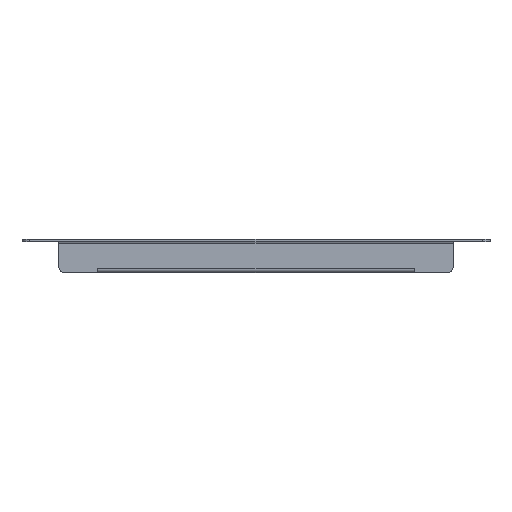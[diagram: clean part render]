
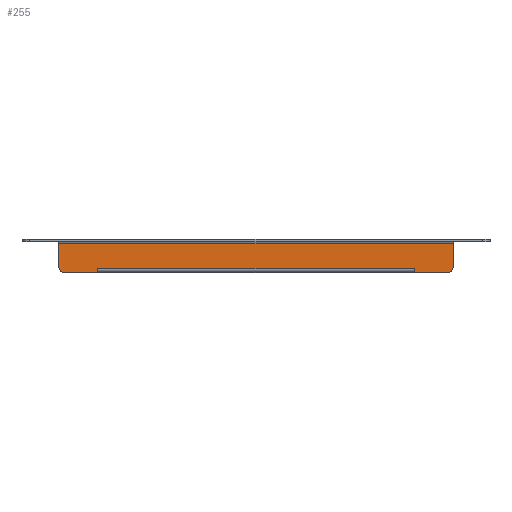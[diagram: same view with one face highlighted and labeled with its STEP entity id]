
A CAD part, front view. The second image highlights one B-rep face of the part: STEP entity #255.
In plain terms, the highlighted planar face has unit normal (0, -1, 0).
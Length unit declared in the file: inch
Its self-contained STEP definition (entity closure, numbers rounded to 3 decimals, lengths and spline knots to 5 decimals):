
#1 = ORIENTED_EDGE ( 'NONE', *, *, #1759, .F. ) ;
#15 = CARTESIAN_POINT ( 'NONE',  ( 6.325, -12.55, -0.949 ) ) ;
#51 = ORIENTED_EDGE ( 'NONE', *, *, #822, .F. ) ;
#72 = VERTEX_POINT ( 'NONE', #758 ) ;
#80 = ORIENTED_EDGE ( 'NONE', *, *, #640, .F. ) ;
#110 = VERTEX_POINT ( 'NONE', #2207 ) ;
#141 = EDGE_CURVE ( 'NONE', #1844, #1164, #2494, .T. ) ;
#154 = LINE ( 'NONE', #2586, #1635 ) ;
#159 = CARTESIAN_POINT ( 'NONE',  ( 6.1375, -12.55, -1.075 ) ) ;
#196 = EDGE_CURVE ( 'NONE', #72, #1614, #925, .T. ) ;
#255 = ADVANCED_FACE ( 'NONE', ( #1795 ), #2098, .F. ) ;
#300 = CARTESIAN_POINT ( 'NONE',  ( -6.1375, -12.55, -0.8875 ) ) ;
#304 = ORIENTED_EDGE ( 'NONE', *, *, #353, .F. ) ;
#353 = EDGE_CURVE ( 'NONE', #2113, #1363, #3109, .T. ) ;
#354 = DIRECTION ( 'NONE',  ( 0., 0., -1. ) ) ;
#358 = CARTESIAN_POINT ( 'NONE',  ( 5.09, -12.55, -1.06 ) ) ;
#366 = ORIENTED_EDGE ( 'NONE', *, *, #141, .F. ) ;
#370 = AXIS2_PLACEMENT_3D ( 'NONE', #2615, #453, #746 ) ;
#397 = CARTESIAN_POINT ( 'NONE',  ( -5.0825, -12.55, -0.949 ) ) ;
#423 = VERTEX_POINT ( 'NONE', #1679 ) ;
#453 = DIRECTION ( 'NONE',  ( 0., 1., 0. ) ) ;
#496 = DIRECTION ( 'NONE',  ( -1., 0., 0. ) ) ;
#516 = DIRECTION ( 'NONE',  ( -1., 0., 0. ) ) ;
#563 = ORIENTED_EDGE ( 'NONE', *, *, #3075, .T. ) ;
#610 = CIRCLE ( 'NONE', #1566, 0.015 ) ;
#625 = VERTEX_POINT ( 'NONE', #159 ) ;
#634 = DIRECTION ( 'NONE',  ( -1., 0., 0. ) ) ;
#640 = EDGE_CURVE ( 'NONE', #1190, #2321, #1074, .T. ) ;
#688 = CARTESIAN_POINT ( 'NONE',  ( 5.09, -12.55, -0.126 ) ) ;
#746 = DIRECTION ( 'NONE',  ( 0., 0., 1. ) ) ;
#758 = CARTESIAN_POINT ( 'NONE',  ( 5.105, -12.55, -1.075 ) ) ;
#767 = ORIENTED_EDGE ( 'NONE', *, *, #196, .F. ) ;
#822 = EDGE_CURVE ( 'NONE', #423, #625, #967, .T. ) ;
#825 = DIRECTION ( 'NONE',  ( 0., 0., -1. ) ) ;
#857 = DIRECTION ( 'NONE',  ( 0., 1., 0. ) ) ;
#902 = LINE ( 'NONE', #1325, #1974 ) ;
#908 = EDGE_CURVE ( 'NONE', #1417, #2648, #154, .T. ) ;
#918 = ORIENTED_EDGE ( 'NONE', *, *, #908, .T. ) ;
#925 = CIRCLE ( 'NONE', #2197, 0.015 ) ;
#967 = CIRCLE ( 'NONE', #1381, 0.1875 ) ;
#1011 = DIRECTION ( 'NONE',  ( 0., 1., 0. ) ) ;
#1028 = LINE ( 'NONE', #2708, #1630 ) ;
#1033 = EDGE_CURVE ( 'NONE', #1164, #2648, #1460, .T. ) ;
#1074 = LINE ( 'NONE', #2066, #2594 ) ;
#1078 = AXIS2_PLACEMENT_3D ( 'NONE', #300, #1011, #2918 ) ;
#1092 = CARTESIAN_POINT ( 'NONE',  ( 6.325, -12.55, -0.126 ) ) ;
#1106 = DIRECTION ( 'NONE',  ( 0., 0., -1. ) ) ;
#1121 = CARTESIAN_POINT ( 'NONE',  ( 5.105, -12.55, -1.06 ) ) ;
#1164 = VERTEX_POINT ( 'NONE', #1956 ) ;
#1190 = VERTEX_POINT ( 'NONE', #1735 ) ;
#1213 = EDGE_CURVE ( 'NONE', #1417, #423, #2726, .T. ) ;
#1279 = VECTOR ( 'NONE', #496, 39.37008 ) ;
#1302 = VERTEX_POINT ( 'NONE', #1597 ) ;
#1325 = CARTESIAN_POINT ( 'NONE',  ( 6.325, -12.55, -1.075 ) ) ;
#1341 = CARTESIAN_POINT ( 'NONE',  ( -6.325, -12.55, -0.126 ) ) ;
#1344 = ORIENTED_EDGE ( 'NONE', *, *, #2815, .T. ) ;
#1351 = DIRECTION ( 'NONE',  ( 0., 1., 0. ) ) ;
#1363 = VERTEX_POINT ( 'NONE', #1579 ) ;
#1377 = DIRECTION ( 'NONE',  ( 0., 1., 0. ) ) ;
#1381 = AXIS2_PLACEMENT_3D ( 'NONE', #1804, #2930, #354 ) ;
#1403 = DIRECTION ( 'NONE',  ( 0., 0., 1. ) ) ;
#1417 = VERTEX_POINT ( 'NONE', #1470 ) ;
#1419 = LINE ( 'NONE', #688, #2827 ) ;
#1442 = ORIENTED_EDGE ( 'NONE', *, *, #2300, .F. ) ;
#1460 = LINE ( 'NONE', #2421, #3105 ) ;
#1470 = CARTESIAN_POINT ( 'NONE',  ( 6.325, -12.55, -0.126 ) ) ;
#1566 = AXIS2_PLACEMENT_3D ( 'NONE', #1633, #1377, #2575 ) ;
#1579 = CARTESIAN_POINT ( 'NONE',  ( -5.075, -12.55, -0.949 ) ) ;
#1597 = CARTESIAN_POINT ( 'NONE',  ( 5.09, -12.55, -0.949 ) ) ;
#1614 = VERTEX_POINT ( 'NONE', #358 ) ;
#1630 = VECTOR ( 'NONE', #516, 39.37008 ) ;
#1633 = CARTESIAN_POINT ( 'NONE',  ( -5.105, -12.55, -1.06 ) ) ;
#1635 = VECTOR ( 'NONE', #634, 39.37008 ) ;
#1679 = CARTESIAN_POINT ( 'NONE',  ( 6.325, -12.55, -0.8875 ) ) ;
#1688 = AXIS2_PLACEMENT_3D ( 'NONE', #1092, #857, #1848 ) ;
#1726 = CIRCLE ( 'NONE', #370, 0.0075 ) ;
#1735 = CARTESIAN_POINT ( 'NONE',  ( -5.09, -12.55, -0.949 ) ) ;
#1759 = EDGE_CURVE ( 'NONE', #2321, #110, #610, .T. ) ;
#1795 = FACE_OUTER_BOUND ( 'NONE', #2531, .T. ) ;
#1804 = CARTESIAN_POINT ( 'NONE',  ( 6.1375, -12.55, -0.8875 ) ) ;
#1844 = VERTEX_POINT ( 'NONE', #2853 ) ;
#1848 = DIRECTION ( 'NONE',  ( 0., 0., -1. ) ) ;
#1925 = CIRCLE ( 'NONE', #2087, 0.0075 ) ;
#1956 = CARTESIAN_POINT ( 'NONE',  ( -6.325, -12.55, -0.8875 ) ) ;
#1974 = VECTOR ( 'NONE', #3027, 39.37008 ) ;
#2066 = CARTESIAN_POINT ( 'NONE',  ( -5.09, -12.55, -0.126 ) ) ;
#2087 = AXIS2_PLACEMENT_3D ( 'NONE', #397, #2333, #825 ) ;
#2098 = PLANE ( 'NONE',  #1688 ) ;
#2113 = VERTEX_POINT ( 'NONE', #2262 ) ;
#2164 = CARTESIAN_POINT ( 'NONE',  ( -5.09, -12.55, -1.06 ) ) ;
#2197 = AXIS2_PLACEMENT_3D ( 'NONE', #1121, #1351, #1106 ) ;
#2207 = CARTESIAN_POINT ( 'NONE',  ( -5.105, -12.55, -1.075 ) ) ;
#2225 = DIRECTION ( 'NONE',  ( 0., 0., -1. ) ) ;
#2262 = CARTESIAN_POINT ( 'NONE',  ( 5.075, -12.55, -0.949 ) ) ;
#2300 = EDGE_CURVE ( 'NONE', #1614, #1302, #1419, .T. ) ;
#2321 = VERTEX_POINT ( 'NONE', #2164 ) ;
#2333 = DIRECTION ( 'NONE',  ( 0., 1., 0. ) ) ;
#2357 = ORIENTED_EDGE ( 'NONE', *, *, #1213, .F. ) ;
#2376 = ORIENTED_EDGE ( 'NONE', *, *, #2510, .F. ) ;
#2400 = VECTOR ( 'NONE', #2225, 39.37008 ) ;
#2410 = DIRECTION ( 'NONE',  ( 0., 0., 1. ) ) ;
#2421 = CARTESIAN_POINT ( 'NONE',  ( -6.325, -12.55, -0.126 ) ) ;
#2458 = CARTESIAN_POINT ( 'NONE',  ( 6.325, -12.55, -0.126 ) ) ;
#2494 = CIRCLE ( 'NONE', #1078, 0.1875 ) ;
#2510 = EDGE_CURVE ( 'NONE', #110, #1844, #902, .T. ) ;
#2531 = EDGE_LOOP ( 'NONE', ( #563, #304, #1344, #1442, #767, #2909, #51, #2357, #918, #2556, #366, #2376, #1, #80 ) ) ;
#2556 = ORIENTED_EDGE ( 'NONE', *, *, #1033, .F. ) ;
#2575 = DIRECTION ( 'NONE',  ( 0., 0., 1. ) ) ;
#2586 = CARTESIAN_POINT ( 'NONE',  ( 6.325, -12.55, -0.126 ) ) ;
#2594 = VECTOR ( 'NONE', #2768, 39.37008 ) ;
#2615 = CARTESIAN_POINT ( 'NONE',  ( 5.0825, -12.55, -0.949 ) ) ;
#2648 = VERTEX_POINT ( 'NONE', #1341 ) ;
#2708 = CARTESIAN_POINT ( 'NONE',  ( 6.325, -12.55, -1.075 ) ) ;
#2726 = LINE ( 'NONE', #2458, #2400 ) ;
#2768 = DIRECTION ( 'NONE',  ( 0., 0., -1. ) ) ;
#2815 = EDGE_CURVE ( 'NONE', #2113, #1302, #1726, .T. ) ;
#2827 = VECTOR ( 'NONE', #2410, 39.37008 ) ;
#2853 = CARTESIAN_POINT ( 'NONE',  ( -6.1375, -12.55, -1.075 ) ) ;
#2909 = ORIENTED_EDGE ( 'NONE', *, *, #2911, .F. ) ;
#2911 = EDGE_CURVE ( 'NONE', #625, #72, #1028, .T. ) ;
#2918 = DIRECTION ( 'NONE',  ( 0., 0., -1. ) ) ;
#2930 = DIRECTION ( 'NONE',  ( 0., 1., 0. ) ) ;
#3027 = DIRECTION ( 'NONE',  ( -1., 0., 0. ) ) ;
#3075 = EDGE_CURVE ( 'NONE', #1190, #1363, #1925, .T. ) ;
#3105 = VECTOR ( 'NONE', #1403, 39.37008 ) ;
#3109 = LINE ( 'NONE', #15, #1279 ) ;
